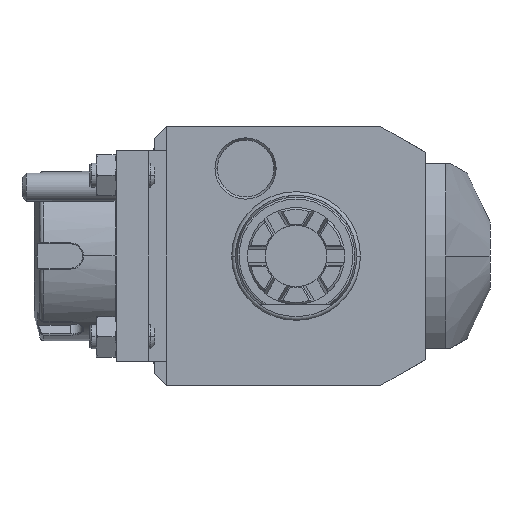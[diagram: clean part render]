
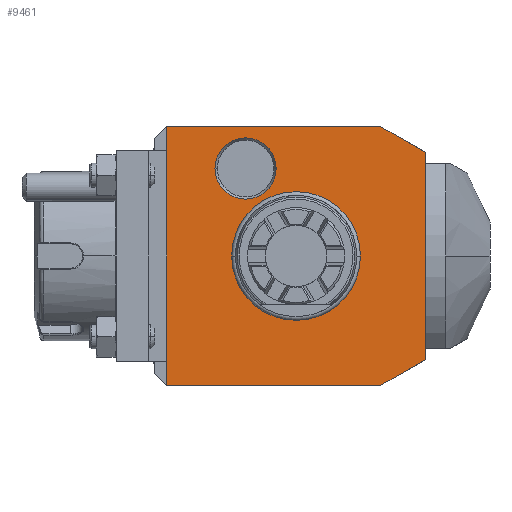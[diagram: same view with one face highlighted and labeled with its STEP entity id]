
A CAD part, front view. The second image highlights one B-rep face of the part: STEP entity #9461.
In plain terms, the highlighted planar face has unit normal (0, -1, 0).
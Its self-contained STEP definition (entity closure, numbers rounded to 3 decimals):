
#1=DIRECTION('',(0.866,0.,0.5));
#2=VECTOR('',#1,12.702);
#3=CARTESIAN_POINT('',(21.,0.,-32.));
#4=LINE('',#3,#2);
#5=DIRECTION('',(1.,0.,0.));
#6=VECTOR('',#5,53.);
#7=CARTESIAN_POINT('',(-32.,0.,-32.));
#8=LINE('',#7,#6);
#9=DIRECTION('',(0.,0.,-1.));
#10=VECTOR('',#9,64.);
#11=CARTESIAN_POINT('',(-32.,0.,32.));
#12=LINE('',#11,#10);
#13=DIRECTION('',(-1.,0.,0.));
#14=VECTOR('',#13,53.);
#15=CARTESIAN_POINT('',(21.,0.,32.));
#16=LINE('',#15,#14);
#17=DIRECTION('',(-0.866,0.,0.5));
#18=VECTOR('',#17,12.702);
#19=CARTESIAN_POINT('',(32.,0.,25.649));
#20=LINE('',#19,#18);
#21=DIRECTION('',(0.,0.,1.));
#22=VECTOR('',#21,51.298);
#23=CARTESIAN_POINT('',(32.,0.,-25.649));
#24=LINE('',#23,#22);
#25=CARTESIAN_POINT('',(-12.5,0.,21.651));
#26=DIRECTION('',(0.,1.,0.));
#27=DIRECTION('',(1.,0.,0.));
#28=AXIS2_PLACEMENT_3D('',#25,#26,#27);
#30=CARTESIAN_POINT('',(-12.5,0.,21.651));
#31=DIRECTION('',(0.,1.,0.));
#32=DIRECTION('',(-1.,0.,0.));
#33=AXIS2_PLACEMENT_3D('',#30,#31,#32);
#6547=CARTESIAN_POINT('',(0.,0.,0.));
#6548=DIRECTION('',(0.,-1.,0.));
#6549=DIRECTION('',(1.,0.,0.));
#6550=AXIS2_PLACEMENT_3D('',#6547,#6548,#6549);
#6552=CARTESIAN_POINT('',(0.,0.,0.));
#6553=DIRECTION('',(0.,-1.,0.));
#6554=DIRECTION('',(-1.,0.,0.));
#6555=AXIS2_PLACEMENT_3D('',#6552,#6553,#6554);
#8409=CARTESIAN_POINT('',(-4.923,0.,
21.651));
#8410=CARTESIAN_POINT('',(-20.077,0.,
21.651));
#8411=VERTEX_POINT('',#8409);
#8412=VERTEX_POINT('',#8410);
#9192=CARTESIAN_POINT('',(21.,0.,-32.));
#9193=CARTESIAN_POINT('',(32.,0.,-25.649));
#9194=VERTEX_POINT('',#9192);
#9195=VERTEX_POINT('',#9193);
#9196=CARTESIAN_POINT('',(32.,0.,25.649));
#9197=VERTEX_POINT('',#9196);
#9198=CARTESIAN_POINT('',(21.,0.,32.));
#9199=VERTEX_POINT('',#9198);
#9200=CARTESIAN_POINT('',(-32.,0.,32.));
#9201=VERTEX_POINT('',#9200);
#9202=CARTESIAN_POINT('',(-32.,0.,-32.));
#9203=VERTEX_POINT('',#9202);
#9292=CARTESIAN_POINT('',(15.783,0.,0.));
#9293=CARTESIAN_POINT('',(-15.783,0.,0.));
#9294=VERTEX_POINT('',#9292);
#9295=VERTEX_POINT('',#9293);
#9430=CARTESIAN_POINT('',(0.,0.,0.));
#9431=DIRECTION('',(0.,-1.,0.));
#9432=DIRECTION('',(-1.,0.,0.));
#9433=AXIS2_PLACEMENT_3D('',#9430,#9431,#9432);
#9434=PLANE('',#9433);
#9436=ORIENTED_EDGE('',*,*,#9435,.F.);
#9438=ORIENTED_EDGE('',*,*,#9437,.F.);
#9440=ORIENTED_EDGE('',*,*,#9439,.F.);
#9442=ORIENTED_EDGE('',*,*,#9441,.F.);
#9444=ORIENTED_EDGE('',*,*,#9443,.F.);
#9446=ORIENTED_EDGE('',*,*,#9445,.F.);
#9447=EDGE_LOOP('',(#9436,#9438,#9440,#9442,#9444,#9446));
#9448=FACE_OUTER_BOUND('',#9447,.F.);
#9450=ORIENTED_EDGE('',*,*,#9449,.T.);
#9452=ORIENTED_EDGE('',*,*,#9451,.T.);
#9453=EDGE_LOOP('',(#9450,#9452));
#9454=FACE_BOUND('',#9453,.F.);
#9456=ORIENTED_EDGE('',*,*,#9455,.F.);
#9458=ORIENTED_EDGE('',*,*,#9457,.F.);
#9459=EDGE_LOOP('',(#9456,#9458));
#9460=FACE_BOUND('',#9459,.F.);
#29=CIRCLE('',#28,7.577);
#34=CIRCLE('',#33,7.577);
#6551=CIRCLE('',#6550,15.783);
#6556=CIRCLE('',#6555,15.783);
#9435=EDGE_CURVE('',#9194,#9195,#4,.T.);
#9437=EDGE_CURVE('',#9203,#9194,#8,.T.);
#9439=EDGE_CURVE('',#9201,#9203,#12,.T.);
#9441=EDGE_CURVE('',#9199,#9201,#16,.T.);
#9443=EDGE_CURVE('',#9197,#9199,#20,.T.);
#9445=EDGE_CURVE('',#9195,#9197,#24,.T.);
#9449=EDGE_CURVE('',#9294,#9295,#6551,.T.);
#9451=EDGE_CURVE('',#9295,#9294,#6556,.T.);
#9455=EDGE_CURVE('',#8411,#8412,#29,.T.);
#9457=EDGE_CURVE('',#8412,#8411,#34,.T.);
#9461=ADVANCED_FACE('',(#9448,#9454,#9460),#9434,.T.);
